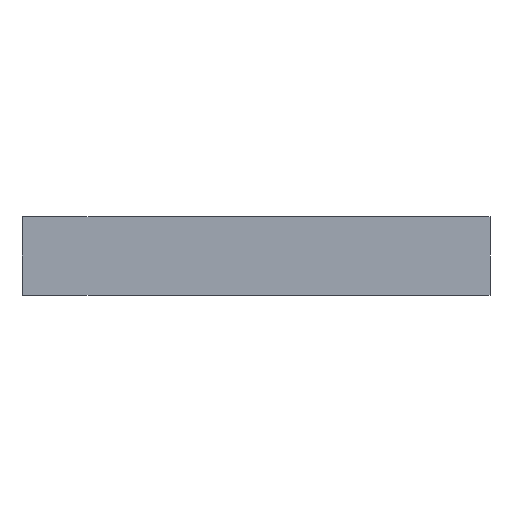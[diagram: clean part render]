
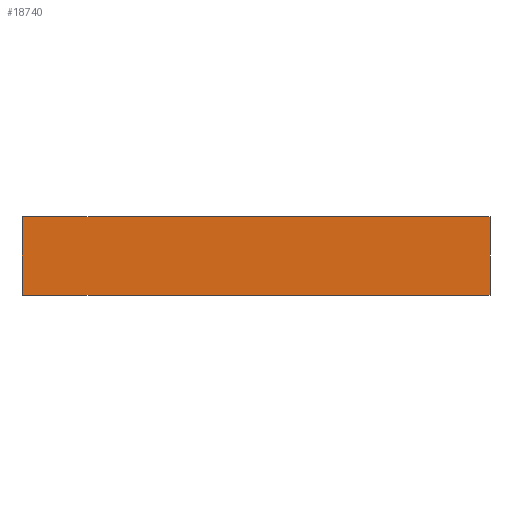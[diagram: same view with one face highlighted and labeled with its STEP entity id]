
A CAD part, front view. The second image highlights one B-rep face of the part: STEP entity #18740.
In plain terms, the highlighted planar face has unit normal (0, -1, 0).
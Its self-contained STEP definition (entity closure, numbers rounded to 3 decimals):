
#9295 = PLANE('',#9296);
#9296 = AXIS2_PLACEMENT_3D('',#9297,#9298,#9299);
#9297 = CARTESIAN_POINT('',(0.,0.,1.6)
  );
#9298 = DIRECTION('',(0.,0.,1.));
#9299 = DIRECTION('',(0.,1.,0.));
#9351 = PLANE('',#9352);
#9352 = AXIS2_PLACEMENT_3D('',#9353,#9354,#9355);
#9353 = CARTESIAN_POINT('',(0.,0.,-1.6)
  );
#9354 = DIRECTION('',(0.,0.,-1.));
#9355 = DIRECTION('',(-1.,0.,0.));
#13593 = EDGE_CURVE('',#13594,#13596,#13598,.T.);
#13594 = VERTEX_POINT('',#13595);
#13595 = CARTESIAN_POINT('',(9.5,-82.5,1.6));
#13596 = VERTEX_POINT('',#13597);
#13597 = CARTESIAN_POINT('',(-9.5,-82.5,1.6));
#13598 = SURFACE_CURVE('',#13599,(#13603,#13610),.PCURVE_S1.);
#13599 = LINE('',#13600,#13601);
#13600 = CARTESIAN_POINT('',(9.5,-82.5,1.6));
#13601 = VECTOR('',#13602,1.);
#13602 = DIRECTION('',(-1.,0.,0.));
#13603 = PCURVE('',#9295,#13604);
#13604 = DEFINITIONAL_REPRESENTATION('',(#13605),#13609);
#13605 = LINE('',#13606,#13607);
#13606 = CARTESIAN_POINT('',(-82.5,-9.5));
#13607 = VECTOR('',#13608,1.);
#13608 = DIRECTION('',(0.,1.));
#13609 = ( GEOMETRIC_REPRESENTATION_CONTEXT(2) 
PARAMETRIC_REPRESENTATION_CONTEXT() REPRESENTATION_CONTEXT('2D SPACE',''
  ) );
#13610 = PCURVE('',#13611,#13616);
#13611 = PLANE('',#13612);
#13612 = AXIS2_PLACEMENT_3D('',#13613,#13614,#13615);
#13613 = CARTESIAN_POINT('',(0.,-82.5,0.));
#13614 = DIRECTION('',(0.,-1.,0.));
#13615 = DIRECTION('',(0.,0.,-1.));
#13616 = DEFINITIONAL_REPRESENTATION('',(#13617),#13621);
#13617 = LINE('',#13618,#13619);
#13618 = CARTESIAN_POINT('',(-1.6,9.5));
#13619 = VECTOR('',#13620,1.);
#13620 = DIRECTION('',(0.,-1.));
#13621 = ( GEOMETRIC_REPRESENTATION_CONTEXT(2) 
PARAMETRIC_REPRESENTATION_CONTEXT() REPRESENTATION_CONTEXT('2D SPACE',''
  ) );
#13639 = PLANE('',#13640);
#13640 = AXIS2_PLACEMENT_3D('',#13641,#13642,#13643);
#13641 = CARTESIAN_POINT('',(9.5,-70.,0.));
#13642 = DIRECTION('',(1.,0.,0.));
#13643 = DIRECTION('',(0.,0.,1.));
#14025 = PLANE('',#14026);
#14026 = AXIS2_PLACEMENT_3D('',#14027,#14028,#14029);
#14027 = CARTESIAN_POINT('',(-9.5,-70.,0.));
#14028 = DIRECTION('',(-1.,0.,0.));
#14029 = DIRECTION('',(0.,0.,-1.));
#14089 = EDGE_CURVE('',#14090,#14092,#14094,.T.);
#14090 = VERTEX_POINT('',#14091);
#14091 = CARTESIAN_POINT('',(-9.5,-82.5,-1.6));
#14092 = VERTEX_POINT('',#14093);
#14093 = CARTESIAN_POINT('',(9.5,-82.5,-1.6));
#14094 = SURFACE_CURVE('',#14095,(#14099,#14106),.PCURVE_S1.);
#14095 = LINE('',#14096,#14097);
#14096 = CARTESIAN_POINT('',(-9.5,-82.5,-1.6));
#14097 = VECTOR('',#14098,1.);
#14098 = DIRECTION('',(1.,-0.,0.));
#14099 = PCURVE('',#9351,#14100);
#14100 = DEFINITIONAL_REPRESENTATION('',(#14101),#14105);
#14101 = LINE('',#14102,#14103);
#14102 = CARTESIAN_POINT('',(9.5,-82.5));
#14103 = VECTOR('',#14104,1.);
#14104 = DIRECTION('',(-1.,0.));
#14105 = ( GEOMETRIC_REPRESENTATION_CONTEXT(2) 
PARAMETRIC_REPRESENTATION_CONTEXT() REPRESENTATION_CONTEXT('2D SPACE',''
  ) );
#14106 = PCURVE('',#13611,#14107);
#14107 = DEFINITIONAL_REPRESENTATION('',(#14108),#14112);
#14108 = LINE('',#14109,#14110);
#14109 = CARTESIAN_POINT('',(1.6,-9.5));
#14110 = VECTOR('',#14111,1.);
#14111 = DIRECTION('',(0.,1.));
#14112 = ( GEOMETRIC_REPRESENTATION_CONTEXT(2) 
PARAMETRIC_REPRESENTATION_CONTEXT() REPRESENTATION_CONTEXT('2D SPACE',''
  ) );
#18740 = ADVANCED_FACE('',(#18741),#13611,.T.);
#18741 = FACE_BOUND('',#18742,.T.);
#18742 = EDGE_LOOP('',(#18743,#18744,#18765,#18766));
#18743 = ORIENTED_EDGE('',*,*,#14089,.T.);
#18744 = ORIENTED_EDGE('',*,*,#18745,.F.);
#18745 = EDGE_CURVE('',#13594,#14092,#18746,.T.);
#18746 = SURFACE_CURVE('',#18747,(#18751,#18758),.PCURVE_S1.);
#18747 = LINE('',#18748,#18749);
#18748 = CARTESIAN_POINT('',(9.5,-82.5,1.6));
#18749 = VECTOR('',#18750,1.);
#18750 = DIRECTION('',(0.,0.,-1.));
#18751 = PCURVE('',#13611,#18752);
#18752 = DEFINITIONAL_REPRESENTATION('',(#18753),#18757);
#18753 = LINE('',#18754,#18755);
#18754 = CARTESIAN_POINT('',(-1.6,9.5));
#18755 = VECTOR('',#18756,1.);
#18756 = DIRECTION('',(1.,0.));
#18757 = ( GEOMETRIC_REPRESENTATION_CONTEXT(2) 
PARAMETRIC_REPRESENTATION_CONTEXT() REPRESENTATION_CONTEXT('2D SPACE',''
  ) );
#18758 = PCURVE('',#13639,#18759);
#18759 = DEFINITIONAL_REPRESENTATION('',(#18760),#18764);
#18760 = LINE('',#18761,#18762);
#18761 = CARTESIAN_POINT('',(1.6,12.5));
#18762 = VECTOR('',#18763,1.);
#18763 = DIRECTION('',(-1.,0.));
#18764 = ( GEOMETRIC_REPRESENTATION_CONTEXT(2) 
PARAMETRIC_REPRESENTATION_CONTEXT() REPRESENTATION_CONTEXT('2D SPACE',''
  ) );
#18765 = ORIENTED_EDGE('',*,*,#13593,.T.);
#18766 = ORIENTED_EDGE('',*,*,#18767,.T.);
#18767 = EDGE_CURVE('',#13596,#14090,#18768,.T.);
#18768 = SURFACE_CURVE('',#18769,(#18773,#18780),.PCURVE_S1.);
#18769 = LINE('',#18770,#18771);
#18770 = CARTESIAN_POINT('',(-9.5,-82.5,1.6));
#18771 = VECTOR('',#18772,1.);
#18772 = DIRECTION('',(0.,0.,-1.));
#18773 = PCURVE('',#13611,#18774);
#18774 = DEFINITIONAL_REPRESENTATION('',(#18775),#18779);
#18775 = LINE('',#18776,#18777);
#18776 = CARTESIAN_POINT('',(-1.6,-9.5));
#18777 = VECTOR('',#18778,1.);
#18778 = DIRECTION('',(1.,0.));
#18779 = ( GEOMETRIC_REPRESENTATION_CONTEXT(2) 
PARAMETRIC_REPRESENTATION_CONTEXT() REPRESENTATION_CONTEXT('2D SPACE',''
  ) );
#18780 = PCURVE('',#14025,#18781);
#18781 = DEFINITIONAL_REPRESENTATION('',(#18782),#18786);
#18782 = LINE('',#18783,#18784);
#18783 = CARTESIAN_POINT('',(-1.6,12.5));
#18784 = VECTOR('',#18785,1.);
#18785 = DIRECTION('',(1.,0.));
#18786 = ( GEOMETRIC_REPRESENTATION_CONTEXT(2) 
PARAMETRIC_REPRESENTATION_CONTEXT() REPRESENTATION_CONTEXT('2D SPACE',''
  ) );
